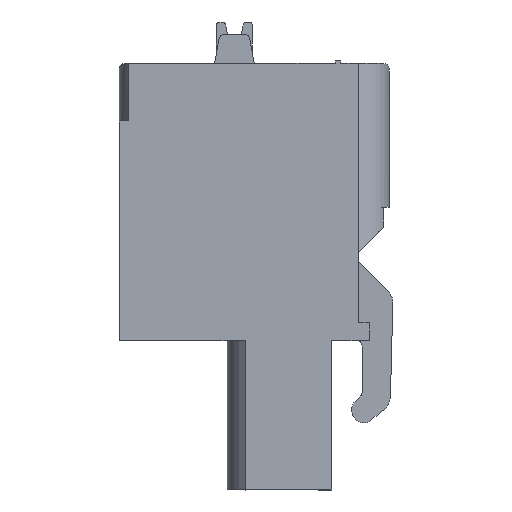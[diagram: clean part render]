
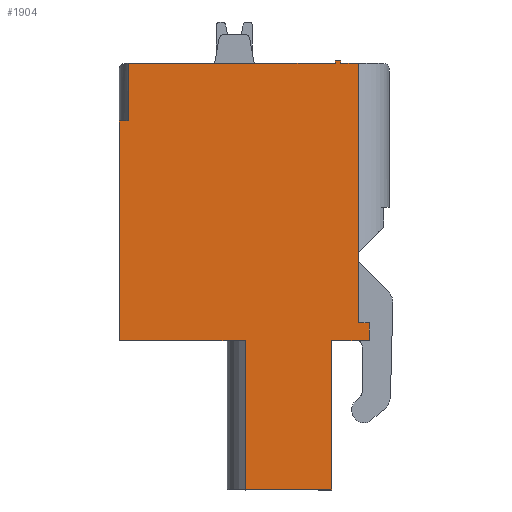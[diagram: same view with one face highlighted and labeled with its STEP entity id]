
A CAD part, left-side view. The second image highlights one B-rep face of the part: STEP entity #1904.
In plain terms, the highlighted planar face has unit normal (-1, 0, 0).
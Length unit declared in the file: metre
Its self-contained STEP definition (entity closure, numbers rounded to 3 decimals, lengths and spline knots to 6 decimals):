
#1904=ADVANCED_FACE('',(#4157),#4158,.F.);
#4157=FACE_OUTER_BOUND('',#6689,.T.);
#4158=PLANE('',#6690);
#6689=EDGE_LOOP('',(#12801,#12802,#12803,#12804,#12805,#12806,#12807,#12808,#12809,#12810,#12811,#12812,#12813,#12814,#12815,#12816));
#6690=AXIS2_PLACEMENT_3D('',#12817,#12818,#12819);
#12801=ORIENTED_EDGE('',*,*,#17336,.T.);
#12802=ORIENTED_EDGE('',*,*,#17277,.T.);
#12803=ORIENTED_EDGE('',*,*,#17699,.T.);
#12804=ORIENTED_EDGE('',*,*,#17533,.T.);
#12805=ORIENTED_EDGE('',*,*,#17700,.T.);
#12806=ORIENTED_EDGE('',*,*,#16329,.T.);
#12807=ORIENTED_EDGE('',*,*,#17701,.T.);
#12808=ORIENTED_EDGE('',*,*,#16054,.T.);
#12809=ORIENTED_EDGE('',*,*,#15566,.T.);
#12810=ORIENTED_EDGE('',*,*,#15204,.T.);
#12811=ORIENTED_EDGE('',*,*,#16437,.T.);
#12812=ORIENTED_EDGE('',*,*,#16116,.T.);
#12813=ORIENTED_EDGE('',*,*,#15409,.T.);
#12814=ORIENTED_EDGE('',*,*,#17702,.F.);
#12815=ORIENTED_EDGE('',*,*,#15929,.F.);
#12816=ORIENTED_EDGE('',*,*,#15879,.F.);
#12817=CARTESIAN_POINT('',(-0.00508,0.005034,-0.007));
#12818=DIRECTION('',(1.0,0.,0.));
#12819=DIRECTION('',(0.,1.0,0.));
#15204=EDGE_CURVE('',#18281,#18279,#18282,.T.);
#15409=EDGE_CURVE('',#18656,#18654,#18657,.T.);
#15566=EDGE_CURVE('',#18931,#18281,#18932,.T.);
#15879=EDGE_CURVE('',#19478,#19480,#19481,.T.);
#15929=EDGE_CURVE('',#19480,#19571,#19572,.T.);
#16054=EDGE_CURVE('',#19763,#18931,#19796,.T.);
#16116=EDGE_CURVE('',#19901,#18656,#19902,.T.);
#16329=EDGE_CURVE('',#20254,#20252,#20255,.T.);
#16437=EDGE_CURVE('',#18279,#19901,#20419,.T.);
#17277=EDGE_CURVE('',#21602,#21606,#21608,.T.);
#17336=EDGE_CURVE('',#19478,#21602,#21685,.T.);
#17533=EDGE_CURVE('',#21943,#21946,#21948,.T.);
#17699=EDGE_CURVE('',#21606,#21943,#22146,.T.);
#17700=EDGE_CURVE('',#21946,#20254,#22147,.T.);
#17701=EDGE_CURVE('',#20252,#19763,#22148,.T.);
#17702=EDGE_CURVE('',#19571,#18654,#22149,.T.);
#18279=VERTEX_POINT('',#22818);
#18281=VERTEX_POINT('',#22821);
#18282=LINE('',#22822,#22823);
#18654=VERTEX_POINT('',#23327);
#18656=VERTEX_POINT('',#23330);
#18657=LINE('',#23331,#23332);
#18931=VERTEX_POINT('',#23712);
#18932=LINE('',#23713,#23714);
#19478=VERTEX_POINT('',#24480);
#19480=VERTEX_POINT('',#24483);
#19481=LINE('',#24484,#24485);
#19571=VERTEX_POINT('',#24622);
#19572=LINE('',#24623,#24624);
#19763=VERTEX_POINT('',#24898);
#19796=LINE('',#24940,#24941);
#19901=VERTEX_POINT('',#25095);
#19902=LINE('',#25096,#25097);
#20252=VERTEX_POINT('',#25630);
#20254=VERTEX_POINT('',#25633);
#20255=LINE('',#25634,#25635);
#20419=LINE('',#25864,#25865);
#21602=VERTEX_POINT('',#27537);
#21606=VERTEX_POINT('',#27543);
#21608=LINE('',#27546,#27547);
#21685=LINE('',#27661,#27662);
#21943=VERTEX_POINT('',#28044);
#21946=VERTEX_POINT('',#28049);
#21948=LINE('',#28052,#28053);
#22146=LINE('',#28343,#28344);
#22147=LINE('',#28345,#28346);
#22148=LINE('',#28347,#28348);
#22149=LINE('',#28349,#28350);
#22818=CARTESIAN_POINT('',(-0.00508,0.0002,-0.032));
#22821=CARTESIAN_POINT('',(-0.00508,0.005,-0.032));
#22822=CARTESIAN_POINT('',(-0.00508,0.0002,-0.032));
#22823=VECTOR('',#29055,1.0);
#23327=CARTESIAN_POINT('',(-0.00508,-0.0019,-0.0227));
#23330=CARTESIAN_POINT('',(-0.00508,-0.0019,-0.0237));
#23331=CARTESIAN_POINT('',(-0.00508,-0.0019,-0.007));
#23332=VECTOR('',#29312,1.0);
#23712=CARTESIAN_POINT('',(-0.00508,0.005,-0.0237));
#23713=CARTESIAN_POINT('',(-0.00508,0.005,-0.032));
#23714=VECTOR('',#29479,1.0);
#24480=CARTESIAN_POINT('',(-0.00508,-0.0003,-0.0083));
#24483=CARTESIAN_POINT('',(-0.00508,-0.0013,-0.0083));
#24484=CARTESIAN_POINT('',(-0.00508,0.0117,-0.0083));
#24485=VECTOR('',#29847,1.0);
#24622=CARTESIAN_POINT('',(-0.00508,-0.0013,-0.0227));
#24623=CARTESIAN_POINT('',(-0.00508,-0.0013,-0.0238));
#24624=VECTOR('',#29898,1.0);
#24898=CARTESIAN_POINT('',(-0.00508,0.012,-0.0237));
#24940=CARTESIAN_POINT('',(-0.00508,0.0112,-0.0237));
#24941=VECTOR('',#30054,1.0);
#25095=CARTESIAN_POINT('',(-0.00508,0.0002,-0.0237));
#25096=CARTESIAN_POINT('',(-0.00508,-0.0003,-0.0237));
#25097=VECTOR('',#30113,1.0);
#25630=CARTESIAN_POINT('',(-0.00508,0.012,-0.0115));
#25633=CARTESIAN_POINT('',(-0.00508,0.0115,-0.0115));
#25634=CARTESIAN_POINT('',(-0.00508,0.012,-0.0115));
#25635=VECTOR('',#30318,1.0);
#25864=CARTESIAN_POINT('',(-0.00508,0.0002,-0.0237));
#25865=VECTOR('',#30441,1.0);
#27537=CARTESIAN_POINT('',(-0.00508,-0.0003,-0.00815));
#27543=CARTESIAN_POINT('',(-0.00508,0.,-0.00815));
#27546=CARTESIAN_POINT('',(-0.00508,0.,-0.00815));
#27547=VECTOR('',#31321,1.0);
#27661=CARTESIAN_POINT('',(-0.00508,-0.0003,-0.00815));
#27662=VECTOR('',#31374,1.0);
#28044=CARTESIAN_POINT('',(-0.00508,0.0,-0.0083));
#28049=CARTESIAN_POINT('',(-0.00508,0.0115,-0.0083));
#28052=CARTESIAN_POINT('',(-0.00508,0.0115,-0.0083));
#28053=VECTOR('',#31571,1.0);
#28343=CARTESIAN_POINT('',(-0.00508,0.,-0.0083));
#28344=VECTOR('',#31700,1.0);
#28345=CARTESIAN_POINT('',(-0.00508,0.0115,-0.0115));
#28346=VECTOR('',#31701,1.0);
#28347=CARTESIAN_POINT('',(-0.00508,0.012,-0.0237));
#28348=VECTOR('',#31702,1.0);
#28349=CARTESIAN_POINT('',(-0.00508,-0.0003,-0.0227));
#28350=VECTOR('',#31703,1.0);
#29055=DIRECTION('',(0.0,-1.0,0.));
#29312=DIRECTION('',(0.,0.,1.0));
#29479=DIRECTION('',(0.0,0.,-1.0));
#29847=DIRECTION('',(0.,-1.0,0.));
#29898=DIRECTION('',(0.,0.,-1.0));
#30054=DIRECTION('',(0.0,-1.0,0.0));
#30113=DIRECTION('',(0.0,-1.0,0.0));
#30318=DIRECTION('',(0.0,1.0,0.0));
#30441=DIRECTION('',(0.0,0.0,1.0));
#31321=DIRECTION('',(0.0,1.0,0.0));
#31374=DIRECTION('',(0.0,0.0,1.0));
#31571=DIRECTION('',(0.0,1.0,0.0));
#31700=DIRECTION('',(0.0,0.0,-1.0));
#31701=DIRECTION('',(0.,0.0,-1.0));
#31702=DIRECTION('',(0.,0.0,-1.0));
#31703=DIRECTION('',(0.,-1.0,0.));
